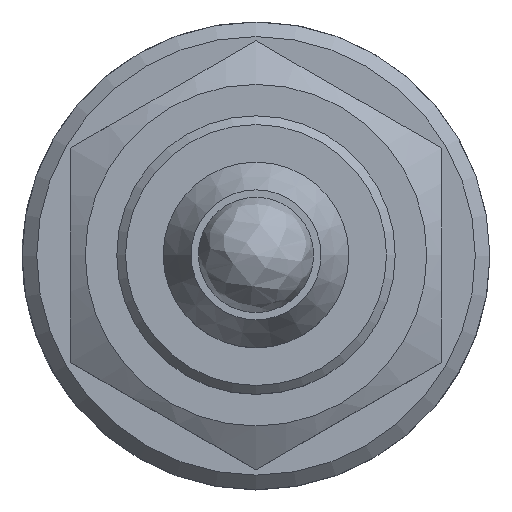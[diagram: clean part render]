
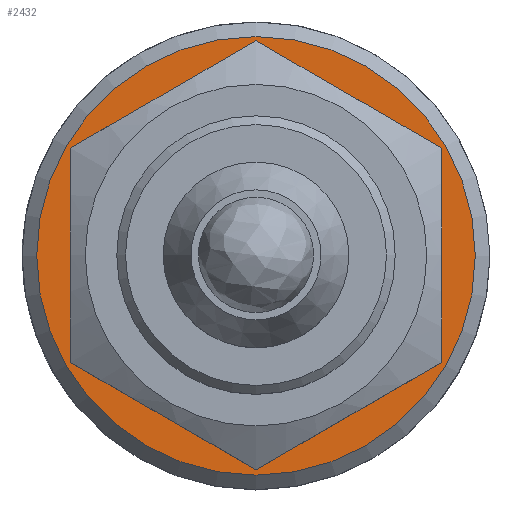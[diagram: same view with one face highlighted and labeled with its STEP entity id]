
A CAD part, top view. The second image highlights one B-rep face of the part: STEP entity #2432.
In plain terms, the highlighted planar face has unit normal (0, 0, 1).
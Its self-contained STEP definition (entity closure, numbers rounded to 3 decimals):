
#86 = CARTESIAN_POINT ( 'NONE',  ( 0., 0., -21.492 ) ) ;
#233 = VERTEX_POINT ( 'NONE', #1954 ) ;
#291 = EDGE_LOOP ( 'NONE', ( #2550 ) ) ;
#308 = FACE_BOUND ( 'NONE', #1577, .T. ) ;
#400 = CARTESIAN_POINT ( 'NONE',  ( 7.5, 0., -21.492 ) ) ;
#547 = EDGE_CURVE ( 'NONE', #233, #233, #1133, .T. ) ;
#729 = DIRECTION ( 'NONE',  ( 0., 0., 1. ) ) ;
#760 = AXIS2_PLACEMENT_3D ( 'NONE', #1298, #2082, #1693 ) ;
#875 = EDGE_CURVE ( 'NONE', #1964, #1964, #2402, .T. ) ;
#1088 = PLANE ( 'NONE',  #760 ) ;
#1133 = CIRCLE ( 'NONE', #1254, 4.75 ) ;
#1150 = DIRECTION ( 'NONE',  ( 1., 0., 0. ) ) ;
#1204 = AXIS2_PLACEMENT_3D ( 'NONE', #86, #1228, #2451 ) ;
#1228 = DIRECTION ( 'NONE',  ( 0., 0., 1. ) ) ;
#1254 = AXIS2_PLACEMENT_3D ( 'NONE', #2502, #729, #1150 ) ;
#1298 = CARTESIAN_POINT ( 'NONE',  ( 0., 0., -21.492 ) ) ;
#1577 = EDGE_LOOP ( 'NONE', ( #2240 ) ) ;
#1668 = FACE_OUTER_BOUND ( 'NONE', #291, .T. ) ;
#1693 = DIRECTION ( 'NONE',  ( 1., 0., 0. ) ) ;
#1954 = CARTESIAN_POINT ( 'NONE',  ( 4.75, 0., -21.492 ) ) ;
#1964 = VERTEX_POINT ( 'NONE', #400 ) ;
#2082 = DIRECTION ( 'NONE',  ( 0., 0., 1. ) ) ;
#2240 = ORIENTED_EDGE ( 'NONE', *, *, #547, .F. ) ;
#2402 = CIRCLE ( 'NONE', #1204, 7.5 ) ;
#2432 = ADVANCED_FACE ( 'NONE', ( #1668, #308 ), #1088, .T. ) ;
#2451 = DIRECTION ( 'NONE',  ( 1., 0., 0. ) ) ;
#2502 = CARTESIAN_POINT ( 'NONE',  ( 0., 0., -21.492 ) ) ;
#2550 = ORIENTED_EDGE ( 'NONE', *, *, #875, .T. ) ;
